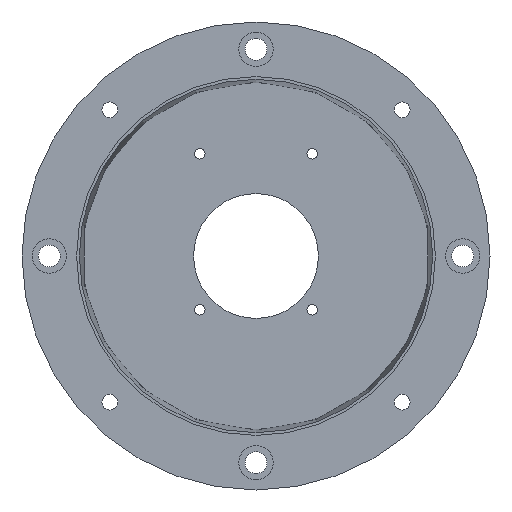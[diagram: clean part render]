
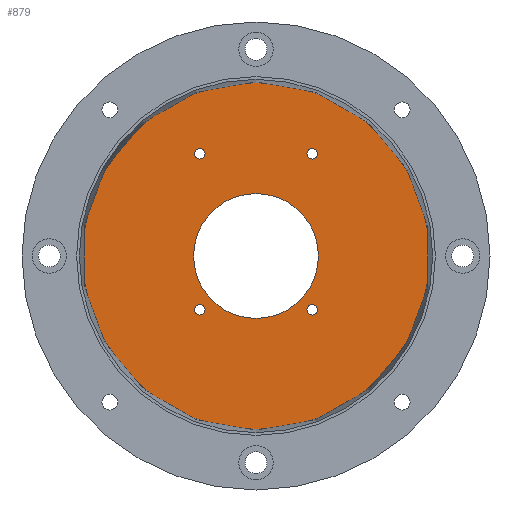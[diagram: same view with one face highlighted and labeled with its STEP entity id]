
A CAD part, front view. The second image highlights one B-rep face of the part: STEP entity #879.
In plain terms, the highlighted planar face has unit normal (0, -1, 0).
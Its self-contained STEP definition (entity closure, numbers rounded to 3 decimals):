
#19=FACE_BOUND('',#140,.T.);
#20=FACE_BOUND('',#141,.T.);
#21=FACE_BOUND('',#142,.T.);
#22=FACE_BOUND('',#143,.T.);
#23=FACE_BOUND('',#144,.T.);
#75=PLANE('',#953);
#94=FACE_OUTER_BOUND('',#139,.T.);
#139=EDGE_LOOP('',(#617,#618));
#140=EDGE_LOOP('',(#619));
#141=EDGE_LOOP('',(#620));
#142=EDGE_LOOP('',(#621));
#143=EDGE_LOOP('',(#622));
#144=EDGE_LOOP('',(#623));
#289=CIRCLE('',#951,111.165);
#290=CIRCLE('',#952,111.165);
#291=CIRCLE('',#954,3.324);
#292=CIRCLE('',#955,3.324);
#293=CIRCLE('',#956,3.324);
#294=CIRCLE('',#957,3.324);
#295=CIRCLE('',#958,40.);
#379=VERTEX_POINT('',#1433);
#380=VERTEX_POINT('',#1435);
#381=VERTEX_POINT('',#1439);
#382=VERTEX_POINT('',#1441);
#383=VERTEX_POINT('',#1443);
#384=VERTEX_POINT('',#1445);
#385=VERTEX_POINT('',#1447);
#479=EDGE_CURVE('',#379,#380,#289,.T.);
#480=EDGE_CURVE('',#380,#379,#290,.T.);
#481=EDGE_CURVE('',#381,#381,#291,.T.);
#482=EDGE_CURVE('',#382,#382,#292,.T.);
#483=EDGE_CURVE('',#383,#383,#293,.T.);
#484=EDGE_CURVE('',#384,#384,#294,.T.);
#485=EDGE_CURVE('',#385,#385,#295,.T.);
#617=ORIENTED_EDGE('',*,*,#480,.F.);
#618=ORIENTED_EDGE('',*,*,#479,.F.);
#619=ORIENTED_EDGE('',*,*,#481,.F.);
#620=ORIENTED_EDGE('',*,*,#482,.F.);
#621=ORIENTED_EDGE('',*,*,#483,.F.);
#622=ORIENTED_EDGE('',*,*,#484,.F.);
#623=ORIENTED_EDGE('',*,*,#485,.F.);
#879=ADVANCED_FACE('',(#94,#19,#20,#21,#22,#23),#75,.F.);
#951=AXIS2_PLACEMENT_3D('',#1436,#1097,#1098);
#952=AXIS2_PLACEMENT_3D('',#1437,#1099,#1100);
#953=AXIS2_PLACEMENT_3D('',#1438,#1101,#1102);
#954=AXIS2_PLACEMENT_3D('',#1440,#1103,#1104);
#955=AXIS2_PLACEMENT_3D('',#1442,#1105,#1106);
#956=AXIS2_PLACEMENT_3D('',#1444,#1107,#1108);
#957=AXIS2_PLACEMENT_3D('',#1446,#1109,#1110);
#958=AXIS2_PLACEMENT_3D('',#1448,#1111,#1112);
#1097=DIRECTION('center_axis',(0.,1.,0.));
#1098=DIRECTION('ref_axis',(1.,0.,0.));
#1099=DIRECTION('center_axis',(0.,1.,0.));
#1100=DIRECTION('ref_axis',(1.,0.,0.));
#1101=DIRECTION('center_axis',(0.,1.,0.));
#1102=DIRECTION('ref_axis',(0.,0.,1.));
#1103=DIRECTION('center_axis',(0.,-1.,0.));
#1104=DIRECTION('ref_axis',(1.,0.,0.));
#1105=DIRECTION('center_axis',(0.,-1.,0.));
#1106=DIRECTION('ref_axis',(1.,0.,0.));
#1107=DIRECTION('center_axis',(0.,-1.,0.));
#1108=DIRECTION('ref_axis',(1.,0.,0.));
#1109=DIRECTION('center_axis',(0.,-1.,0.));
#1110=DIRECTION('ref_axis',(1.,0.,0.));
#1111=DIRECTION('center_axis',(0.,-1.,0.));
#1112=DIRECTION('ref_axis',(-1.,0.,0.));
#1433=CARTESIAN_POINT('',(0.,135.,111.165));
#1435=CARTESIAN_POINT('',(0.,135.,-111.165));
#1436=CARTESIAN_POINT('Origin',(0.,135.,0.));
#1437=CARTESIAN_POINT('Origin',(0.,135.,0.));
#1438=CARTESIAN_POINT('Origin',(0.,135.,0.));
#1439=CARTESIAN_POINT('',(-39.324,135.,65.5));
#1440=CARTESIAN_POINT('Origin',(-36.,135.,65.5));
#1441=CARTESIAN_POINT('',(-39.324,135.,-34.5));
#1442=CARTESIAN_POINT('Origin',(-36.,135.,-34.5));
#1443=CARTESIAN_POINT('',(32.677,135.,-34.5));
#1444=CARTESIAN_POINT('Origin',(36.,135.,-34.5));
#1445=CARTESIAN_POINT('',(32.677,135.,65.5));
#1446=CARTESIAN_POINT('Origin',(36.,135.,65.5));
#1447=CARTESIAN_POINT('',(40.,135.,0.));
#1448=CARTESIAN_POINT('Origin',(0.,135.,0.));
